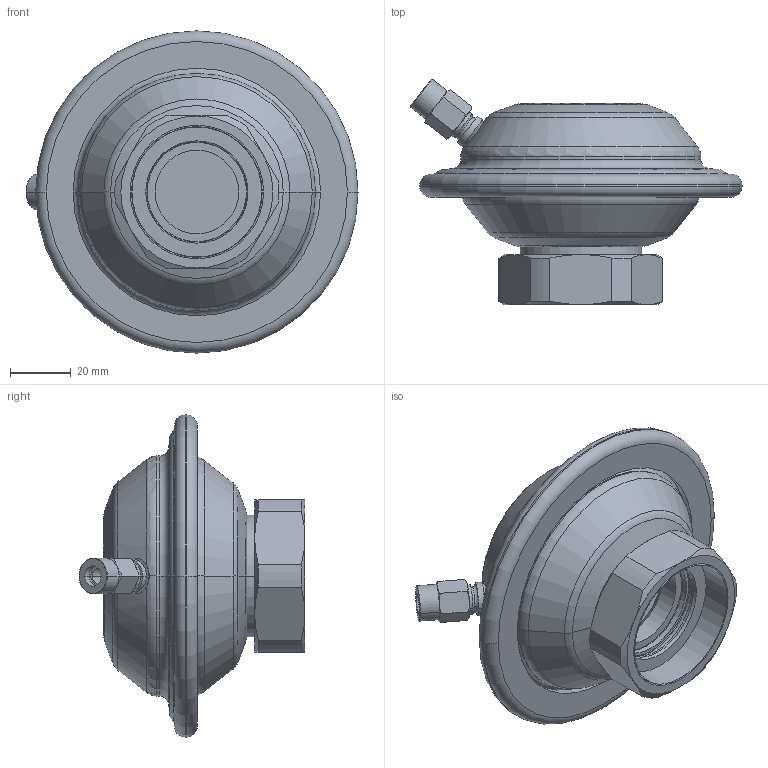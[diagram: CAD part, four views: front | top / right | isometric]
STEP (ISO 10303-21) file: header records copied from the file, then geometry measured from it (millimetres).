
FILE_DESCRIPTION((''),'2;1');
FILE_NAME('003H6825_ASM','2015-04-09T',('u317927'),('Danfoss'),'PRO/ENGINEER BY PARAMETRIC TECHNOLOGY CORPORATION, 2014000','PRO/ENGINEER BY PARAMETRIC TECHNOLOGY CORPORATION, 2014000','');
FILE_SCHEMA(('CONFIG_CONTROL_DESIGN'));
Length unit declared in the file: millimetre
Products named in the file (13): 8880227; 8883702; 8883701_ASM; 8880082_ASM; 8880067_ASM; 8880215; 8880216; 8890090; 8880213_ASM; 8883525; 5211524; 5191729; 003H6825_ASM
Assembly tree (12 placements, depth 3):
  003H6825_ASM
    8883701_ASM
      8880227
      8883702
    8880067_ASM
      8880082_ASM
    8880213_ASM
      8880215
      8880216
      8890090
    8883525
    5211524
    5191729
Bounding box: 109.2 x 74.26 x 106 mm (x, y, z)
Volume: 74774 mm3; surface area: 68941.9 mm2
Topology: 8 solids, 11 shells, 268 faces, 558 edges, 329 vertices
Faces by surface type: cylinder 88, torus 76, plane 52, cone 52
Entity records: 7757 total; most frequent: DIRECTION 1500, CARTESIAN_POINT 1488, ORIENTED_EDGE 1104, AXIS2_PLACEMENT_3D 681, EDGE_CURVE 558, CIRCLE 376, VERTEX_POINT 329, EDGE_LOOP 305
